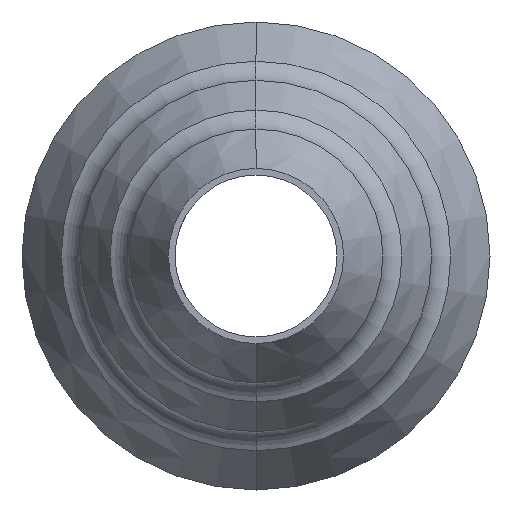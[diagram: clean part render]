
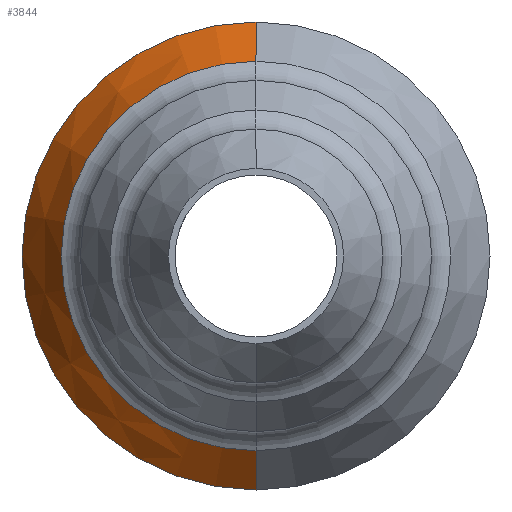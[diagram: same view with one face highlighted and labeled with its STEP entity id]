
A CAD part, front view. The second image highlights one B-rep face of the part: STEP entity #3844.
In plain terms, the highlighted conical face has half-angle 28.402 degrees and reference radius 17.5 mm.
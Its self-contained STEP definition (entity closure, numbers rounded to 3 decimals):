
#45 = VERTEX_POINT ( 'NONE', #4391 ) ;
#78 = DIRECTION ( 'NONE',  ( 0., 0., -1. ) ) ;
#132 = VERTEX_POINT ( 'NONE', #10217 ) ;
#916 = VERTEX_POINT ( 'NONE', #9804 ) ;
#1480 = CONICAL_SURFACE ( 'NONE', #6129, 17.5, 0.496 ) ;
#2012 = CIRCLE ( 'NONE', #5735, 14.563 ) ;
#2449 = ORIENTED_EDGE ( 'NONE', *, *, #4144, .T. ) ;
#2790 = CARTESIAN_POINT ( 'NONE',  ( 0., -7.681, 0. ) ) ;
#2863 = AXIS2_PLACEMENT_3D ( 'NONE', #5191, #4160, #7326 ) ;
#3844 = ADVANCED_FACE ( 'NONE', ( #13259 ), #1480, .T. ) ;
#3966 = CARTESIAN_POINT ( 'NONE',  ( 0., -7.681, 14.563 ) ) ;
#4144 = EDGE_CURVE ( 'NONE', #916, #132, #10833, .T. ) ;
#4160 = DIRECTION ( 'NONE',  ( 0., -1., 0. ) ) ;
#4302 = DIRECTION ( 'NONE',  ( 0., 0.88, 0.476 ) ) ;
#4375 = VECTOR ( 'NONE', #4302, 1000. ) ;
#4391 = CARTESIAN_POINT ( 'NONE',  ( 0., -7.681, -14.563 ) ) ;
#5191 = CARTESIAN_POINT ( 'NONE',  ( 0., -2.25, 0. ) ) ;
#5735 = AXIS2_PLACEMENT_3D ( 'NONE', #2790, #10560, #13982 ) ;
#6129 = AXIS2_PLACEMENT_3D ( 'NONE', #6711, #8887, #78 ) ;
#6483 = ORIENTED_EDGE ( 'NONE', *, *, #13447, .F. ) ;
#6504 = EDGE_CURVE ( 'NONE', #11338, #916, #7340, .T. ) ;
#6711 = CARTESIAN_POINT ( 'NONE',  ( 0., -2.25, 0. ) ) ;
#7224 = VECTOR ( 'NONE', #10498, 1000. ) ;
#7326 = DIRECTION ( 'NONE',  ( 0., 0., -1. ) ) ;
#7340 = LINE ( 'NONE', #8674, #4375 ) ;
#8270 = CARTESIAN_POINT ( 'NONE',  ( 0., -2.25, -17.5 ) ) ;
#8277 = ORIENTED_EDGE ( 'NONE', *, *, #6504, .T. ) ;
#8674 = CARTESIAN_POINT ( 'NONE',  ( 0., -2.25, 17.5 ) ) ;
#8807 = EDGE_LOOP ( 'NONE', ( #13748, #8277, #2449, #6483 ) ) ;
#8887 = DIRECTION ( 'NONE',  ( 0., 1., 0. ) ) ;
#9804 = CARTESIAN_POINT ( 'NONE',  ( 0., -2.25, 17.5 ) ) ;
#10005 = LINE ( 'NONE', #8270, #7224 ) ;
#10217 = CARTESIAN_POINT ( 'NONE',  ( 0., -2.25, -17.5 ) ) ;
#10498 = DIRECTION ( 'NONE',  ( 0., 0.88, -0.476 ) ) ;
#10560 = DIRECTION ( 'NONE',  ( 0., -1., 0. ) ) ;
#10833 = CIRCLE ( 'NONE', #2863, 17.5 ) ;
#11338 = VERTEX_POINT ( 'NONE', #3966 ) ;
#13259 = FACE_OUTER_BOUND ( 'NONE', #8807, .T. ) ;
#13447 = EDGE_CURVE ( 'NONE', #45, #132, #10005, .T. ) ;
#13748 = ORIENTED_EDGE ( 'NONE', *, *, #14265, .F. ) ;
#13982 = DIRECTION ( 'NONE',  ( 0., 0., -1. ) ) ;
#14265 = EDGE_CURVE ( 'NONE', #11338, #45, #2012, .T. ) ;
